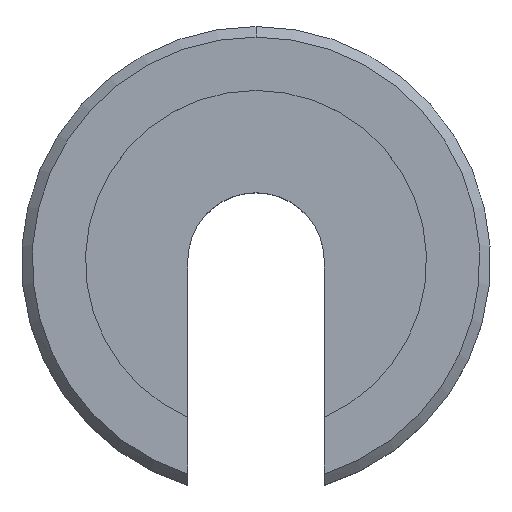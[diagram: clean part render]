
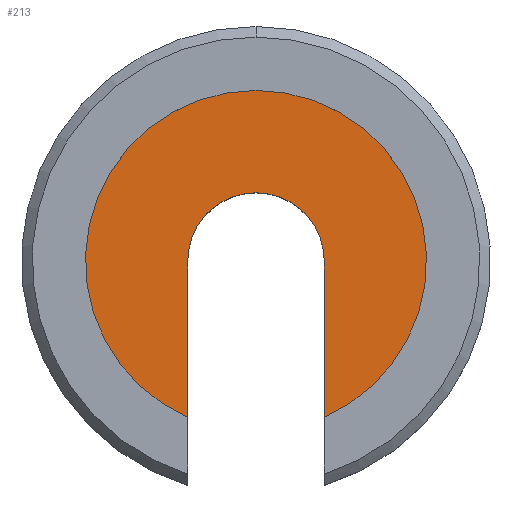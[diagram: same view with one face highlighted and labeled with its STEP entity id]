
A CAD part, top view. The second image highlights one B-rep face of the part: STEP entity #213.
In plain terms, the highlighted planar face has unit normal (0, 0, 1).
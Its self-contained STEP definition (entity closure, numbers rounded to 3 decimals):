
#99=EDGE_CURVE('',#167,#133,#257,.T.);
#109=EDGE_CURVE('',#147,#141,#267,.T.);
#133=VERTEX_POINT('',#294);
#141=VERTEX_POINT('',#302);
#147=VERTEX_POINT('',#309);
#167=VERTEX_POINT('',#330);
#175=EDGE_CURVE('',#147,#187,#338,.T.);
#187=VERTEX_POINT('',#351);
#207=EDGE_CURVE('',#187,#133,#374,.T.);
#213=ADVANCED_FACE('',(#381),#382,.T.);
#215=EDGE_CURVE('',#141,#167,#384,.T.);
#257=LINE('',#421,#422);
#267=LINE('',#436,#437);
#294=CARTESIAN_POINT('',(3.2,-7.332,5.2));
#302=CARTESIAN_POINT('',(-3.2,0.,5.2));
#309=CARTESIAN_POINT('',(-3.2,-7.332,5.2));
#330=CARTESIAN_POINT('',(3.2,0.,5.2));
#338=CIRCLE('',#540,8.0);
#351=CARTESIAN_POINT('',(0.,8.0,5.2));
#374=CIRCLE('',#585,8.0);
#381=FACE_OUTER_BOUND('',#594,.T.);
#382=PLANE('',#595);
#384=CIRCLE('',#598,3.2);
#421=CARTESIAN_POINT('',(3.2,2.0,5.2));
#422=VECTOR('',#659,1.0);
#436=CARTESIAN_POINT('',(-3.2,-3.5,5.2));
#437=VECTOR('',#664,1.0);
#540=AXIS2_PLACEMENT_3D('',#727,#728,#729);
#585=AXIS2_PLACEMENT_3D('',#782,#783,#784);
#594=EDGE_LOOP('',(#796,#797,#798,#799,#800));
#595=AXIS2_PLACEMENT_3D('',#801,#802,#803);
#598=AXIS2_PLACEMENT_3D('',#804,#805,#806);
#659=DIRECTION('',(0.,-1.0,0.0));
#664=DIRECTION('',(0.,1.0,0.0));
#727=CARTESIAN_POINT('',(0.,0.0,5.2));
#728=DIRECTION('',(0.0,0.0,-1.0));
#729=DIRECTION('',(0.,1.0,0.0));
#782=CARTESIAN_POINT('',(0.,0.0,5.2));
#783=DIRECTION('',(0.0,0.0,-1.0));
#784=DIRECTION('',(0.,1.0,0.0));
#796=ORIENTED_EDGE('',*,*,#99,.T.);
#797=ORIENTED_EDGE('',*,*,#207,.F.);
#798=ORIENTED_EDGE('',*,*,#175,.F.);
#799=ORIENTED_EDGE('',*,*,#109,.T.);
#800=ORIENTED_EDGE('',*,*,#215,.T.);
#801=CARTESIAN_POINT('',(0.,4.0,5.2));
#802=DIRECTION('',(0.0,-0.0,1.0));
#803=DIRECTION('',(0.,1.0,0.0));
#804=CARTESIAN_POINT('',(0.,0.,5.2));
#805=DIRECTION('',(0.0,0.0,-1.0));
#806=DIRECTION('',(-1.0,0.,0.0));
